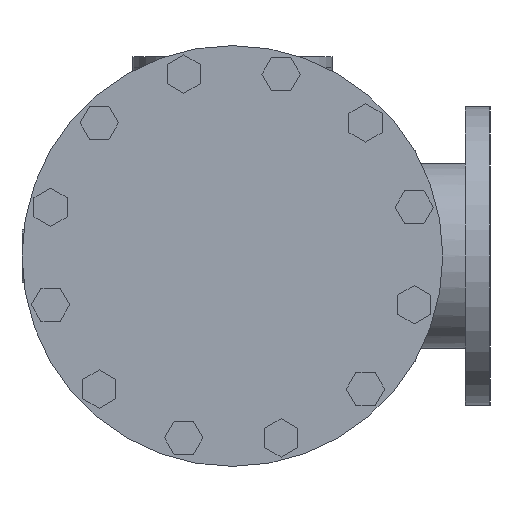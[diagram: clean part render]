
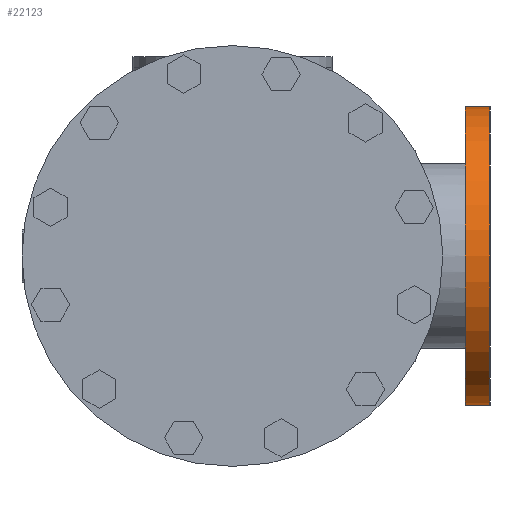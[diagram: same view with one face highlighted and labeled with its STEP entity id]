
A CAD part, left-side view. The second image highlights one B-rep face of the part: STEP entity #22123.
In plain terms, the highlighted cylindrical face has radius 171.45 mm (diameter 342.9 mm), a partial arc.
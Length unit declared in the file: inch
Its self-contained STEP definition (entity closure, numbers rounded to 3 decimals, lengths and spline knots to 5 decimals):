
#66 = LINE ( 'NONE', #1374, #4369 ) ;
#290 = CARTESIAN_POINT ( 'NONE',  ( 706.75562, 173.65136, 0. ) ) ;
#1374 = CARTESIAN_POINT ( 'NONE',  ( 706.75562, 173.65136, 6.75 ) ) ;
#1419 = VECTOR ( 'NONE', #24005, 39.37008 ) ;
#1855 = ORIENTED_EDGE ( 'NONE', *, *, #9343, .T. ) ;
#2280 = CARTESIAN_POINT ( 'NONE',  ( 706.75562, 172.53136, 6.75 ) ) ;
#2431 = CARTESIAN_POINT ( 'NONE',  ( 706.75562, 173.65136, 6.75 ) ) ;
#2809 = EDGE_LOOP ( 'NONE', ( #11778, #6408, #1855, #9897 ) ) ;
#4369 = VECTOR ( 'NONE', #5390, 39.37008 ) ;
#5311 = DIRECTION ( 'NONE',  ( 0., 0., 1. ) ) ;
#5390 = DIRECTION ( 'NONE',  ( 0., 1., 0. ) ) ;
#6011 = LINE ( 'NONE', #18246, #1419 ) ;
#6408 = ORIENTED_EDGE ( 'NONE', *, *, #23495, .T. ) ;
#7392 = VERTEX_POINT ( 'NONE', #18938 ) ;
#8392 = AXIS2_PLACEMENT_3D ( 'NONE', #290, #10162, #10246 ) ;
#8664 = VERTEX_POINT ( 'NONE', #2431 ) ;
#9343 = EDGE_CURVE ( 'NONE', #17140, #8664, #66, .T. ) ;
#9897 = ORIENTED_EDGE ( 'NONE', *, *, #15019, .F. ) ;
#10162 = DIRECTION ( 'NONE',  ( 0., 1., 0. ) ) ;
#10246 = DIRECTION ( 'NONE',  ( 0., 0., 1. ) ) ;
#10377 = DIRECTION ( 'NONE',  ( 0., 0., 1. ) ) ;
#10984 = CIRCLE ( 'NONE', #21824, 6.75 ) ;
#11251 = DIRECTION ( 'NONE',  ( 0., 1., 0. ) ) ;
#11778 = ORIENTED_EDGE ( 'NONE', *, *, #15307, .F. ) ;
#12715 = FACE_OUTER_BOUND ( 'NONE', #2809, .T. ) ;
#15019 = EDGE_CURVE ( 'NONE', #7392, #8664, #20868, .T. ) ;
#15307 = EDGE_CURVE ( 'NONE', #20166, #7392, #6011, .T. ) ;
#17140 = VERTEX_POINT ( 'NONE', #2280 ) ;
#18246 = CARTESIAN_POINT ( 'NONE',  ( 706.75562, 173.65136, -6.75 ) ) ;
#18258 = CARTESIAN_POINT ( 'NONE',  ( 706.75562, 172.53136, 0. ) ) ;
#18871 = AXIS2_PLACEMENT_3D ( 'NONE', #21034, #11251, #5311 ) ;
#18938 = CARTESIAN_POINT ( 'NONE',  ( 706.75562, 173.65136, -6.75 ) ) ;
#20166 = VERTEX_POINT ( 'NONE', #25386 ) ;
#20868 = CIRCLE ( 'NONE', #18871, 6.75 ) ;
#21034 = CARTESIAN_POINT ( 'NONE',  ( 706.75562, 173.65136, 0. ) ) ;
#21824 = AXIS2_PLACEMENT_3D ( 'NONE', #18258, #24185, #10377 ) ;
#22123 = ADVANCED_FACE ( 'NONE', ( #12715 ), #24420, .T. ) ;
#23495 = EDGE_CURVE ( 'NONE', #20166, #17140, #10984, .T. ) ;
#24005 = DIRECTION ( 'NONE',  ( 0., 1., 0. ) ) ;
#24185 = DIRECTION ( 'NONE',  ( 0., 1., 0. ) ) ;
#24420 = CYLINDRICAL_SURFACE ( 'NONE', #8392, 6.75 ) ;
#25386 = CARTESIAN_POINT ( 'NONE',  ( 706.75562, 172.53136, -6.75 ) ) ;
